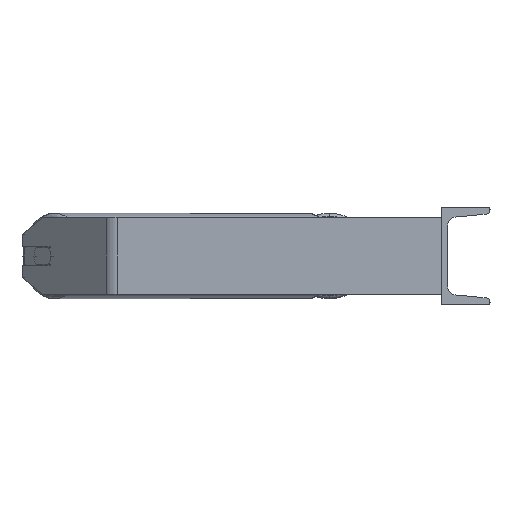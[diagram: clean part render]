
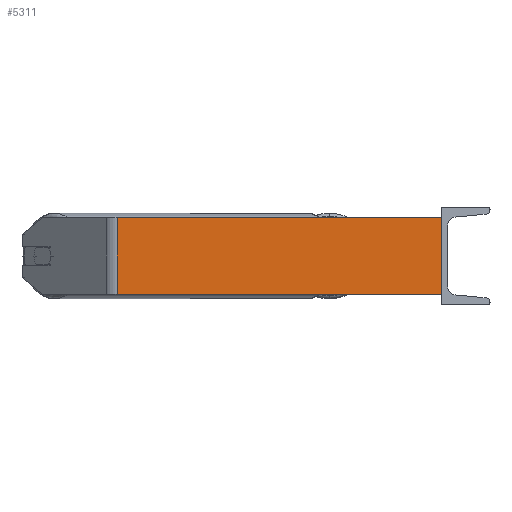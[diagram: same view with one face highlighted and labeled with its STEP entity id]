
A CAD part, left-side view. The second image highlights one B-rep face of the part: STEP entity #5311.
In plain terms, the highlighted planar face has unit normal (-1, 0, 0).
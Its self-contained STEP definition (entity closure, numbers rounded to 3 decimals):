
#179 = EDGE_LOOP ( 'NONE', ( #7478, #3940, #4486, #6465 ) ) ;
#514 = FACE_OUTER_BOUND ( 'NONE', #179, .T. ) ;
#821 = CARTESIAN_POINT ( 'NONE',  ( -585., 0., -40. ) ) ;
#1063 = PLANE ( 'NONE',  #3175 ) ;
#1113 = EDGE_CURVE ( 'NONE', #4710, #1707, #8024, .T. ) ;
#1118 = DIRECTION ( 'NONE',  ( 0., -1., 0. ) ) ;
#1707 = VERTEX_POINT ( 'NONE', #4889 ) ;
#1808 = DIRECTION ( 'NONE',  ( 0., 1., 0. ) ) ;
#2689 = LINE ( 'NONE', #6872, #4484 ) ;
#3175 = AXIS2_PLACEMENT_3D ( 'NONE', #8018, #8795, #1808 ) ;
#3940 = ORIENTED_EDGE ( 'NONE', *, *, #4292, .F. ) ;
#4022 = CARTESIAN_POINT ( 'NONE',  ( -585., 344.07, 40. ) ) ;
#4093 = VERTEX_POINT ( 'NONE', #821 ) ;
#4292 = EDGE_CURVE ( 'NONE', #1707, #4093, #7600, .T. ) ;
#4473 = LINE ( 'NONE', #7324, #5819 ) ;
#4484 = VECTOR ( 'NONE', #7645, 1000. ) ;
#4486 = ORIENTED_EDGE ( 'NONE', *, *, #1113, .F. ) ;
#4710 = VERTEX_POINT ( 'NONE', #7517 ) ;
#4714 = DIRECTION ( 'NONE',  ( 0., -1., 0. ) ) ;
#4889 = CARTESIAN_POINT ( 'NONE',  ( -585., 0., 40. ) ) ;
#5311 = ADVANCED_FACE ( 'NONE', ( #514 ), #1063, .F. ) ;
#5373 = VECTOR ( 'NONE', #8925, 1000. ) ;
#5390 = EDGE_CURVE ( 'NONE', #5880, #4093, #4473, .T. ) ;
#5426 = EDGE_CURVE ( 'NONE', #4710, #5880, #2689, .T. ) ;
#5481 = CARTESIAN_POINT ( 'NONE',  ( -585., 0., 40. ) ) ;
#5819 = VECTOR ( 'NONE', #1118, 1000. ) ;
#5880 = VERTEX_POINT ( 'NONE', #7055 ) ;
#6465 = ORIENTED_EDGE ( 'NONE', *, *, #5426, .T. ) ;
#6752 = VECTOR ( 'NONE', #4714, 1000. ) ;
#6872 = CARTESIAN_POINT ( 'NONE',  ( -585., 337.443, 40. ) ) ;
#7055 = CARTESIAN_POINT ( 'NONE',  ( -585., 337.443, -40. ) ) ;
#7324 = CARTESIAN_POINT ( 'NONE',  ( -585., 344.07, -40. ) ) ;
#7478 = ORIENTED_EDGE ( 'NONE', *, *, #5390, .T. ) ;
#7517 = CARTESIAN_POINT ( 'NONE',  ( -585., 337.443, 40. ) ) ;
#7600 = LINE ( 'NONE', #5481, #5373 ) ;
#7645 = DIRECTION ( 'NONE',  ( 0., 0., -1. ) ) ;
#8018 = CARTESIAN_POINT ( 'NONE',  ( -585., 344.07, 40. ) ) ;
#8024 = LINE ( 'NONE', #4022, #6752 ) ;
#8795 = DIRECTION ( 'NONE',  ( 1., 0., 0. ) ) ;
#8925 = DIRECTION ( 'NONE',  ( 0., 0., -1. ) ) ;
